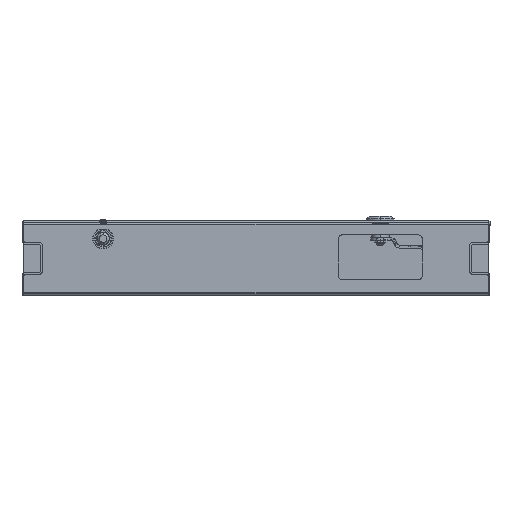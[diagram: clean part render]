
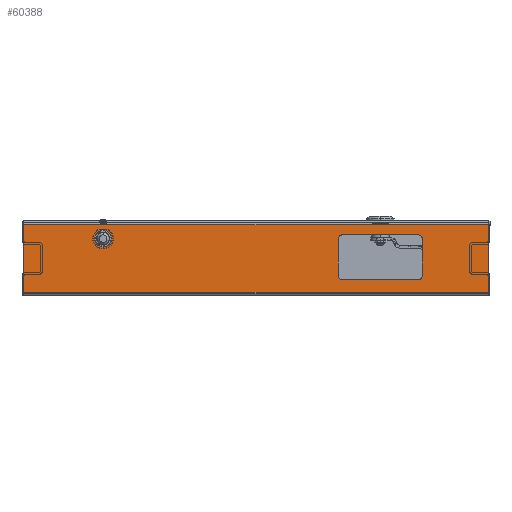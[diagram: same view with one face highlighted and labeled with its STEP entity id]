
A CAD part, front view. The second image highlights one B-rep face of the part: STEP entity #60388.
In plain terms, the highlighted planar face has unit normal (0, -1, 0).
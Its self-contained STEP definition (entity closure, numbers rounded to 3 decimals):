
#239 = CIRCLE ( 'NONE', #48493, 5. ) ;
#514 = ORIENTED_EDGE ( 'NONE', *, *, #31631, .F. ) ;
#1094 = EDGE_CURVE ( 'NONE', #11588, #44806, #41700, .T. ) ;
#1276 = CIRCLE ( 'NONE', #32259, 9. ) ;
#1495 = DIRECTION ( 'NONE',  ( 0., -1., 0. ) ) ;
#3918 = DIRECTION ( 'NONE',  ( 0., -1., 0. ) ) ;
#4024 = CARTESIAN_POINT ( 'NONE',  ( 21., 0., -84.5 ) ) ;
#4471 = LINE ( 'NONE', #27705, #18950 ) ;
#4592 = LINE ( 'NONE', #15897, #20612 ) ;
#5483 = CIRCLE ( 'NONE', #22943, 9. ) ;
#7025 = DIRECTION ( 'NONE',  ( 1., 0., 0. ) ) ;
#7077 = EDGE_CURVE ( 'NONE', #59888, #46514, #34341, .T. ) ;
#7201 = CARTESIAN_POINT ( 'NONE',  ( 25., 0., -420. ) ) ;
#7773 = DIRECTION ( 'NONE',  ( 1., 0., 0. ) ) ;
#8304 = DIRECTION ( 'NONE',  ( 0., 0., -1. ) ) ;
#8519 = FACE_BOUND ( 'NONE', #63324, .T. ) ;
#9332 = CARTESIAN_POINT ( 'NONE',  ( -18., 0., -335. ) ) ;
#10230 = DIRECTION ( 'NONE',  ( -1., 0., 0. ) ) ;
#10358 = DIRECTION ( 'NONE',  ( 0., -1., 0. ) ) ;
#10809 = CARTESIAN_POINT ( 'NONE',  ( -36., 0., -495. ) ) ;
#10868 = EDGE_LOOP ( 'NONE', ( #12442, #26181, #19899, #19615 ) ) ;
#11315 = CIRCLE ( 'NONE', #41068, 5. ) ;
#11588 = VERTEX_POINT ( 'NONE', #14563 ) ;
#12263 = VERTEX_POINT ( 'NONE', #54209 ) ;
#12442 = ORIENTED_EDGE ( 'NONE', *, *, #56737, .F. ) ;
#12523 = LINE ( 'NONE', #10809, #59146 ) ;
#13072 = CARTESIAN_POINT ( 'NONE',  ( 36., 0., -495. ) ) ;
#14408 = LINE ( 'NONE', #26123, #25876 ) ;
#14563 = CARTESIAN_POINT ( 'NONE',  ( -18., 0., -425. ) ) ;
#14965 = ORIENTED_EDGE ( 'NONE', *, *, #30445, .F. ) ;
#15897 = CARTESIAN_POINT ( 'NONE',  ( -18., 0., -335. ) ) ;
#16416 = VERTEX_POINT ( 'NONE', #30372 ) ;
#16430 = ORIENTED_EDGE ( 'NONE', *, *, #60984, .F. ) ;
#16604 = PLANE ( 'NONE',  #17096 ) ;
#16704 = CARTESIAN_POINT ( 'NONE',  ( -23., 0., -420. ) ) ;
#17096 = AXIS2_PLACEMENT_3D ( 'NONE', #21298, #1495, #7025 ) ;
#17201 = DIRECTION ( 'NONE',  ( 0., 0., 1. ) ) ;
#18048 = EDGE_CURVE ( 'NONE', #46514, #16416, #14408, .T. ) ;
#18780 = CARTESIAN_POINT ( 'NONE',  ( 20., 0., -425. ) ) ;
#18950 = VECTOR ( 'NONE', #8304, 1000. ) ;
#19131 = CARTESIAN_POINT ( 'NONE',  ( -23., 0., -340. ) ) ;
#19615 = ORIENTED_EDGE ( 'NONE', *, *, #18048, .T. ) ;
#19899 = ORIENTED_EDGE ( 'NONE', *, *, #7077, .T. ) ;
#19978 = EDGE_CURVE ( 'NONE', #48085, #54233, #24071, .T. ) ;
#20612 = VECTOR ( 'NONE', #59478, 1000. ) ;
#20717 = ORIENTED_EDGE ( 'NONE', *, *, #45202, .F. ) ;
#21298 = CARTESIAN_POINT ( 'NONE',  ( 40., 0., -495. ) ) ;
#22573 = DIRECTION ( 'NONE',  ( 0., -1., 0. ) ) ;
#22943 = AXIS2_PLACEMENT_3D ( 'NONE', #4024, #23642, #57842 ) ;
#23642 = DIRECTION ( 'NONE',  ( 0., -1., 0. ) ) ;
#23726 = EDGE_CURVE ( 'NONE', #44806, #48085, #11315, .T. ) ;
#24071 = LINE ( 'NONE', #7201, #61501 ) ;
#24486 = DIRECTION ( 'NONE',  ( 1., 0., 0. ) ) ;
#24617 = DIRECTION ( 'NONE',  ( 1., 0., 0. ) ) ;
#24852 = CARTESIAN_POINT ( 'NONE',  ( -18., 0., -340. ) ) ;
#25660 = CARTESIAN_POINT ( 'NONE',  ( 25., 0., -420. ) ) ;
#25876 = VECTOR ( 'NONE', #41262, 1000. ) ;
#26029 = ORIENTED_EDGE ( 'NONE', *, *, #23726, .F. ) ;
#26123 = CARTESIAN_POINT ( 'NONE',  ( 36., 0., -495. ) ) ;
#26181 = ORIENTED_EDGE ( 'NONE', *, *, #28236, .F. ) ;
#26948 = VERTEX_POINT ( 'NONE', #38190 ) ;
#27705 = CARTESIAN_POINT ( 'NONE',  ( -23., 0., -420. ) ) ;
#27732 = EDGE_LOOP ( 'NONE', ( #46119, #14965 ) ) ;
#28236 = EDGE_CURVE ( 'NONE', #59888, #42480, #12523, .T. ) ;
#29292 = CARTESIAN_POINT ( 'NONE',  ( 40., 0., 0. ) ) ;
#30372 = CARTESIAN_POINT ( 'NONE',  ( 36., 0., 0. ) ) ;
#30445 = EDGE_CURVE ( 'NONE', #26948, #44506, #5483, .T. ) ;
#31631 = EDGE_CURVE ( 'NONE', #34236, #11588, #60319, .T. ) ;
#32259 = AXIS2_PLACEMENT_3D ( 'NONE', #33960, #3918, #38430 ) ;
#33960 = CARTESIAN_POINT ( 'NONE',  ( 21., 0., -84.5 ) ) ;
#34051 = CARTESIAN_POINT ( 'NONE',  ( -18., 0., -425. ) ) ;
#34236 = VERTEX_POINT ( 'NONE', #16704 ) ;
#34341 = LINE ( 'NONE', #43805, #40505 ) ;
#34495 = CARTESIAN_POINT ( 'NONE',  ( -18., 0., -420. ) ) ;
#35273 = EDGE_CURVE ( 'NONE', #60930, #57729, #56001, .T. ) ;
#35498 = VECTOR ( 'NONE', #24617, 1000. ) ;
#38190 = CARTESIAN_POINT ( 'NONE',  ( 12., 0., -84.5 ) ) ;
#38430 = DIRECTION ( 'NONE',  ( 1., 0., 0. ) ) ;
#38835 = EDGE_CURVE ( 'NONE', #44506, #26948, #1276, .T. ) ;
#39406 = DIRECTION ( 'NONE',  ( 0., -1., 0. ) ) ;
#40189 = DIRECTION ( 'NONE',  ( 1., 0., 0. ) ) ;
#40505 = VECTOR ( 'NONE', #50033, 1000. ) ;
#41068 = AXIS2_PLACEMENT_3D ( 'NONE', #61343, #47063, #7773 ) ;
#41261 = ORIENTED_EDGE ( 'NONE', *, *, #35273, .F. ) ;
#41262 = DIRECTION ( 'NONE',  ( 0., 0., 1. ) ) ;
#41700 = LINE ( 'NONE', #34051, #58575 ) ;
#42480 = VERTEX_POINT ( 'NONE', #57433 ) ;
#43805 = CARTESIAN_POINT ( 'NONE',  ( 40., 0., -495. ) ) ;
#44405 = FACE_OUTER_BOUND ( 'NONE', #10868, .T. ) ;
#44504 = DIRECTION ( 'NONE',  ( 0., 0., 1. ) ) ;
#44506 = VERTEX_POINT ( 'NONE', #46405 ) ;
#44806 = VERTEX_POINT ( 'NONE', #18780 ) ;
#45202 = EDGE_CURVE ( 'NONE', #54233, #12263, #239, .T. ) ;
#45696 = AXIS2_PLACEMENT_3D ( 'NONE', #24852, #10358, #40189 ) ;
#45883 = FACE_BOUND ( 'NONE', #27732, .T. ) ;
#46119 = ORIENTED_EDGE ( 'NONE', *, *, #38835, .F. ) ;
#46405 = CARTESIAN_POINT ( 'NONE',  ( 30., 0., -84.5 ) ) ;
#46514 = VERTEX_POINT ( 'NONE', #13072 ) ;
#47063 = DIRECTION ( 'NONE',  ( 0., -1., 0. ) ) ;
#47822 = LINE ( 'NONE', #29292, #35498 ) ;
#48085 = VERTEX_POINT ( 'NONE', #25660 ) ;
#48493 = AXIS2_PLACEMENT_3D ( 'NONE', #51445, #22573, #51024 ) ;
#49650 = AXIS2_PLACEMENT_3D ( 'NONE', #34495, #39406, #10230 ) ;
#50023 = ORIENTED_EDGE ( 'NONE', *, *, #1094, .F. ) ;
#50033 = DIRECTION ( 'NONE',  ( 1., 0., 0. ) ) ;
#51024 = DIRECTION ( 'NONE',  ( 1., 0., 0. ) ) ;
#51088 = CARTESIAN_POINT ( 'NONE',  ( -36., 0., -495. ) ) ;
#51445 = CARTESIAN_POINT ( 'NONE',  ( 20., 0., -340. ) ) ;
#52686 = ORIENTED_EDGE ( 'NONE', *, *, #19978, .F. ) ;
#53494 = ORIENTED_EDGE ( 'NONE', *, *, #62007, .F. ) ;
#54209 = CARTESIAN_POINT ( 'NONE',  ( 20., 0., -335. ) ) ;
#54233 = VERTEX_POINT ( 'NONE', #61706 ) ;
#56001 = CIRCLE ( 'NONE', #45696, 5. ) ;
#56737 = EDGE_CURVE ( 'NONE', #42480, #16416, #47822, .T. ) ;
#57433 = CARTESIAN_POINT ( 'NONE',  ( -36., 0., 0. ) ) ;
#57729 = VERTEX_POINT ( 'NONE', #19131 ) ;
#57842 = DIRECTION ( 'NONE',  ( 1., 0., 0. ) ) ;
#58575 = VECTOR ( 'NONE', #24486, 1000. ) ;
#59146 = VECTOR ( 'NONE', #44504, 1000. ) ;
#59478 = DIRECTION ( 'NONE',  ( -1., 0., 0. ) ) ;
#59888 = VERTEX_POINT ( 'NONE', #51088 ) ;
#60319 = CIRCLE ( 'NONE', #49650, 5. ) ;
#60388 = ADVANCED_FACE ( 'NONE', ( #45883, #8519, #44405 ), #16604, .T. ) ;
#60930 = VERTEX_POINT ( 'NONE', #9332 ) ;
#60984 = EDGE_CURVE ( 'NONE', #12263, #60930, #4592, .T. ) ;
#61343 = CARTESIAN_POINT ( 'NONE',  ( 20., 0., -420. ) ) ;
#61501 = VECTOR ( 'NONE', #17201, 1000. ) ;
#61706 = CARTESIAN_POINT ( 'NONE',  ( 25., 0., -340. ) ) ;
#62007 = EDGE_CURVE ( 'NONE', #57729, #34236, #4471, .T. ) ;
#63324 = EDGE_LOOP ( 'NONE', ( #514, #53494, #41261, #16430, #20717, #52686, #26029, #50023 ) ) ;
